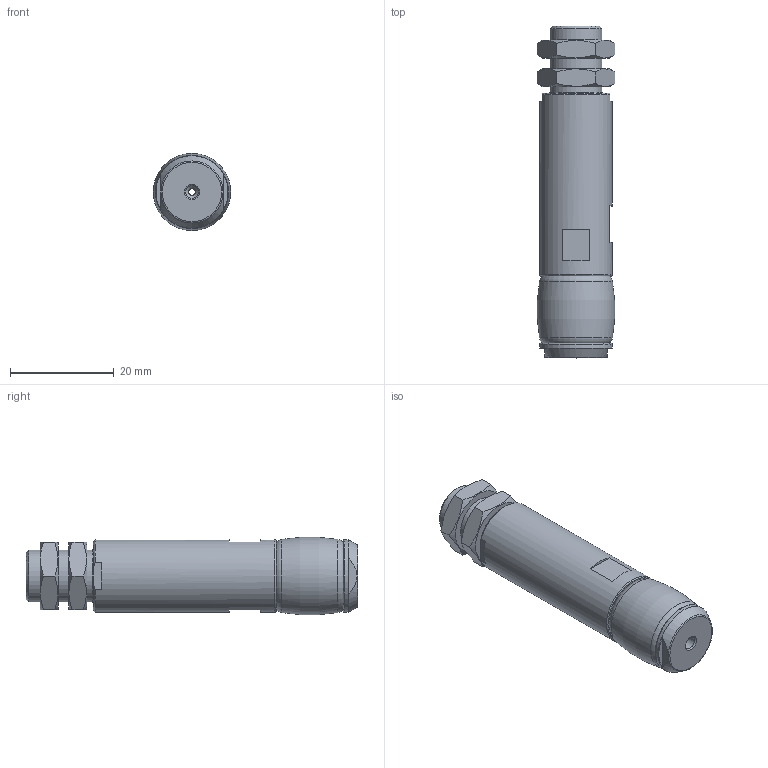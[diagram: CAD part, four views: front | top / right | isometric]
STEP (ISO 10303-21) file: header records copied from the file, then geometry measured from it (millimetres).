
FILE_DESCRIPTION(/* description */ ('STEP AP214'),/* implementation_level */ '2;1');
FILE_NAME(/* name */ '1320834_DHEB-14-E-U-E-P',/* time_stamp */ '2024-08-19T16:19:37+02:00',/* author */ ('License CC BY-ND 4.0'),/* organization */ ('CADENAS'),/* preprocessor_version */ 'ST-DEVELOPER v19.3',/* originating_system */ 'PARTsolutions',/* authorisation */ ' ');
FILE_SCHEMA (('AUTOMOTIVE_DESIGN {1 0 10303 214 3 1 1}'));
Length unit declared in the file: millimetre
Products named in the file (5): 1320834 DHEB-14-E-U-E-P---(AUS); 1363253 DHEB-14-E-U-E-P; 1363262 DHEB-14-E-U-E-P---(AUS); 1448946 DHAS-GB-B14-14-S---(MOD-AUS-U); 396998 YSRW M10X1-3.5-13
Assembly tree (5 placements, depth 2):
  1320834 DHEB-14-E-U-E-P---(AUS)
    1363253 DHEB-14-E-U-E-P
    1363262 DHEB-14-E-U-E-P---(AUS)
    1448946 DHAS-GB-B14-14-S---(MOD-AUS-U)
    396998 YSRW M10X1-3.5-13  x2
Bounding box: 15.01 x 64 x 14.9 mm (x, y, z)
Volume: 8397.4 mm3; surface area: 7145.4 mm2
Topology: 5 solids, 5 shells, 94 faces, 194 edges, 122 vertices
Faces by surface type: plane 48, cylinder 21, cone 18, torus 7
Full cylindrical faces by diameter (mm): 1 x1, 1.3 x1, 2 x1, 2.459 x2, 2.5 x1, 4 x2, 4.134 x1, 5 x3, 7.5 x2, 8.917 x2, 10 x1, 12 x2, 14 x2
Entity records: 2062 total; most frequent: CARTESIAN_POINT 400, DIRECTION 336, ORIENTED_EDGE 232, AXIS2_PLACEMENT_3D 154, EDGE_LOOP 145, FACE_BOUND 145, EDGE_CURVE 116, VERTEX_POINT 95
